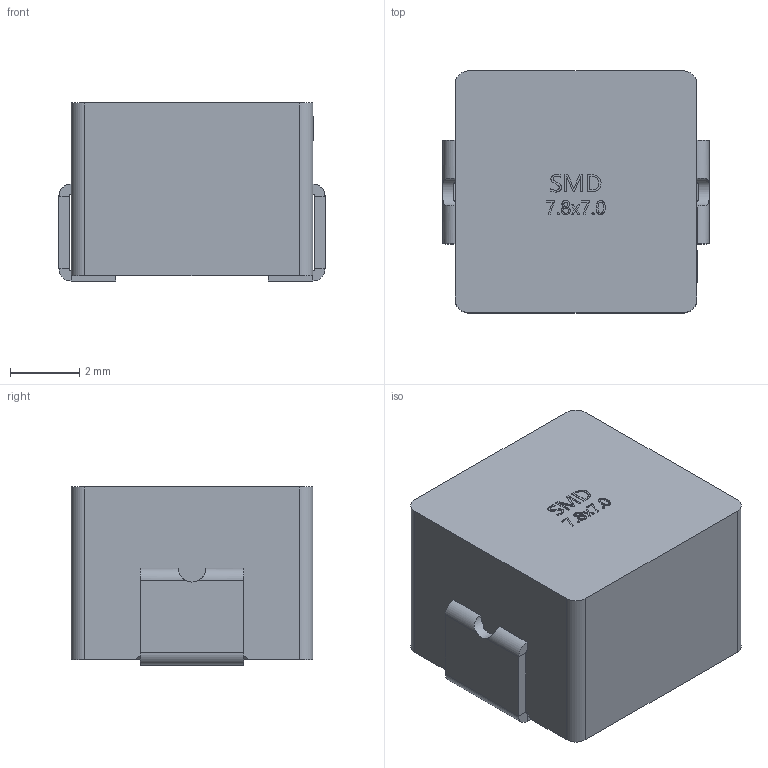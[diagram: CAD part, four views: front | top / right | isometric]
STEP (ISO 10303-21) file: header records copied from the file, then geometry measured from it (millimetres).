
FILE_DESCRIPTION(/* description */ (''),/* implementation_level */ '2;1');
FILE_NAME(/* name */ 'Lenz_7.8x7.0.step',/* time_stamp */ '2023-04-11T00:09:57+08:00',/* author */ (''),/* organization */ (''),/* preprocessor_version */ 'ST-DEVELOPER v19.2',/* originating_system */ 'Autodesk Translation Framework v11.17.0.187',/* authorisation */ '');
FILE_SCHEMA (('AUTOMOTIVE_DESIGN { 1 0 10303 214 3 1 1 }'));
Length unit declared in the file: millimetre
Products named in the file (3): L1; IND-SMD_L7.8-W7.0_MAPM0630F; SOLID (4)
Assembly tree (2 placements, depth 3):
  L1
    IND-SMD_L7.8-W7.0_MAPM0630F
      SOLID (4)
Bounding box: 7.7 x 7 x 5.15 mm (x, y, z)
Volume: 250 mm3; surface area: 271.5 mm2
Topology: 1 solids, 1 shells, 462 faces, 1248 edges, 824 vertices
Faces by surface type: plane 271, bspline 173, cylinder 18
Entity records: 19127 total; most frequent: CARTESIAN_POINT 8076, ORIENTED_EDGE 2496, DIRECTION 1686, EDGE_CURVE 1248, LINE 862, VECTOR 862, VERTEX_POINT 824, EDGE_LOOP 506
